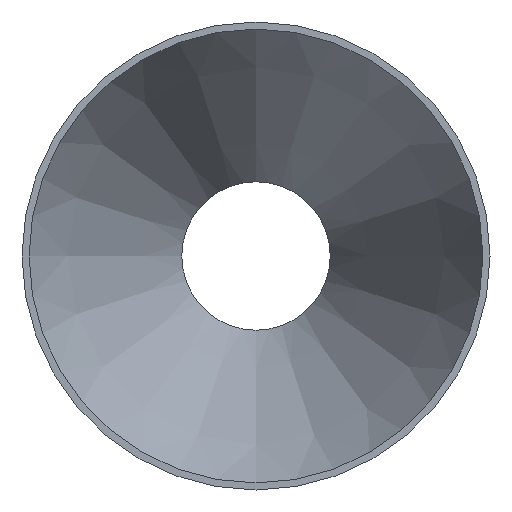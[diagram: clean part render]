
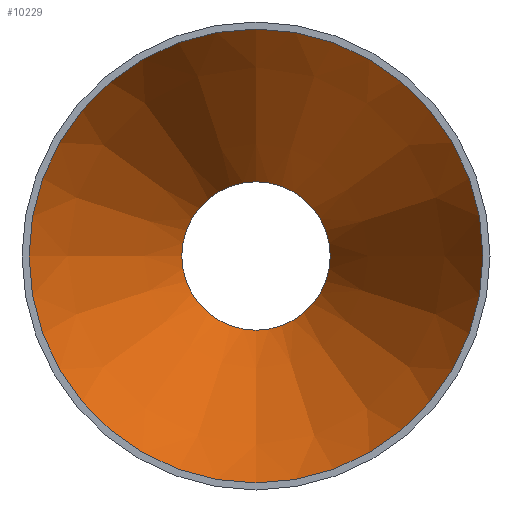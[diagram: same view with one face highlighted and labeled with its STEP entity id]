
A CAD part, front view. The second image highlights one B-rep face of the part: STEP entity #10229.
In plain terms, the highlighted conical face has half-angle 25.192 degrees and reference radius 106.235 mm.
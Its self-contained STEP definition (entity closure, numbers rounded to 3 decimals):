
#255 = CARTESIAN_POINT ( 'NONE',  ( 0., 152., 0. ) ) ;
#1126 = EDGE_CURVE ( 'NONE', #25937, #25937, #5099, .T. ) ;
#2227 = CARTESIAN_POINT ( 'NONE',  ( 0., 0., -106.235 ) ) ;
#2321 = FACE_BOUND ( 'NONE', #26643, .T. ) ;
#4691 = CARTESIAN_POINT ( 'NONE',  ( 0., 152., -34.735 ) ) ;
#5099 = CIRCLE ( 'NONE', #15977, 34.735 ) ;
#6207 = EDGE_CURVE ( 'NONE', #9201, #9201, #23335, .T. ) ;
#6737 = ORIENTED_EDGE ( 'NONE', *, *, #6207, .T. ) ;
#6817 = CARTESIAN_POINT ( 'NONE',  ( 0., 0., 0. ) ) ;
#7214 = DIRECTION ( 'NONE',  ( 0., -1., 0. ) ) ;
#9201 = VERTEX_POINT ( 'NONE', #2227 ) ;
#9703 = EDGE_LOOP ( 'NONE', ( #6737 ) ) ;
#10229 = ADVANCED_FACE ( 'NONE', ( #2321, #11929 ), #21664, .F. ) ;
#11929 = FACE_OUTER_BOUND ( 'NONE', #9703, .T. ) ;
#15832 = ORIENTED_EDGE ( 'NONE', *, *, #1126, .F. ) ;
#15977 = AXIS2_PLACEMENT_3D ( 'NONE', #255, #7214, #23811 ) ;
#16264 = DIRECTION ( 'NONE',  ( 0., -1., 0. ) ) ;
#16913 = AXIS2_PLACEMENT_3D ( 'NONE', #22894, #17934, #27100 ) ;
#17934 = DIRECTION ( 'NONE',  ( 0., -1., 0. ) ) ;
#21164 = AXIS2_PLACEMENT_3D ( 'NONE', #6817, #16264, #21382 ) ;
#21382 = DIRECTION ( 'NONE',  ( 0., 0., -1. ) ) ;
#21664 = CONICAL_SURFACE ( 'NONE', #21164, 106.235, 0.44 ) ;
#22894 = CARTESIAN_POINT ( 'NONE',  ( 0., 0., 0. ) ) ;
#23335 = CIRCLE ( 'NONE', #16913, 106.235 ) ;
#23811 = DIRECTION ( 'NONE',  ( 0., 0., -1. ) ) ;
#25937 = VERTEX_POINT ( 'NONE', #4691 ) ;
#26643 = EDGE_LOOP ( 'NONE', ( #15832 ) ) ;
#27100 = DIRECTION ( 'NONE',  ( 0., 0., -1. ) ) ;
